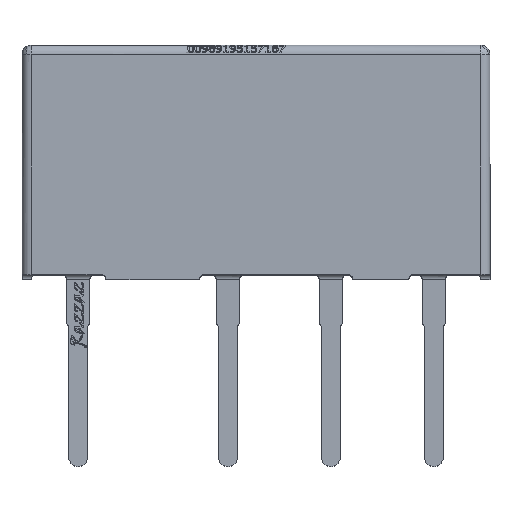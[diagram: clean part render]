
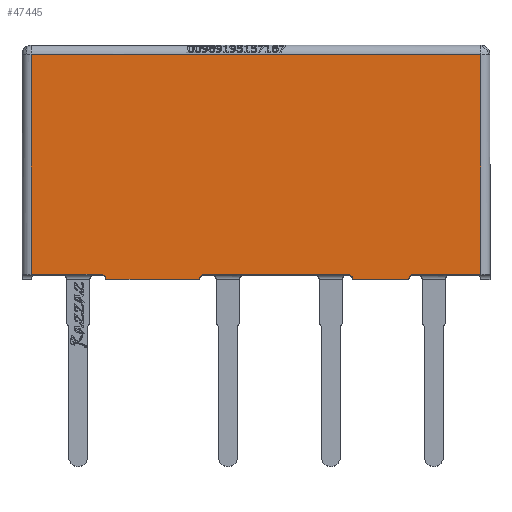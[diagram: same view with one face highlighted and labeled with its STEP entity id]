
A CAD part, top view. The second image highlights one B-rep face of the part: STEP entity #47445.
In plain terms, the highlighted planar face has unit normal (0, 0, 1).
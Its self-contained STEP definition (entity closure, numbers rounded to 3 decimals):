
#63 = VECTOR ( 'NONE', #46704, 1000. ) ;
#76 = CIRCLE ( 'NONE', #34406, 0.1 ) ;
#135 = VECTOR ( 'NONE', #1254, 1000. ) ;
#1040 = DIRECTION ( 'NONE',  ( 0., -1., 0. ) ) ;
#1082 = EDGE_CURVE ( 'NONE', #17910, #54780, #51437, .T. ) ;
#1254 = DIRECTION ( 'NONE',  ( 1., 0., 0. ) ) ;
#1289 = VECTOR ( 'NONE', #12175, 1000. ) ;
#1410 = AXIS2_PLACEMENT_3D ( 'NONE', #22534, #57889, #58279 ) ;
#1861 = EDGE_LOOP ( 'NONE', ( #31724, #35701, #47969, #34099, #75532, #18623, #76089, #23967, #61376, #44639, #37220, #42571 ) ) ;
#2000 = VERTEX_POINT ( 'NONE', #29228 ) ;
#2162 = EDGE_CURVE ( 'NONE', #78503, #17910, #35268, .T. ) ;
#7642 = VERTEX_POINT ( 'NONE', #50516 ) ;
#8799 = EDGE_CURVE ( 'NONE', #64182, #75038, #22111, .T. ) ;
#10581 = CARTESIAN_POINT ( 'NONE',  ( 3.265, 0., 3.25 ) ) ;
#11412 = DIRECTION ( 'NONE',  ( -1., 0., 0. ) ) ;
#12175 = DIRECTION ( 'NONE',  ( 1., 0., 0. ) ) ;
#13346 = LINE ( 'NONE', #48364, #1289 ) ;
#15065 = VECTOR ( 'NONE', #60823, 1000. ) ;
#15601 = LINE ( 'NONE', #27534, #63666 ) ;
#16190 = DIRECTION ( 'NONE',  ( 1., 0., 0. ) ) ;
#16494 = DIRECTION ( 'NONE',  ( 0., 1., 0. ) ) ;
#16894 = AXIS2_PLACEMENT_3D ( 'NONE', #29683, #37225, #60237 ) ;
#17910 = VERTEX_POINT ( 'NONE', #55851 ) ;
#18623 = ORIENTED_EDGE ( 'NONE', *, *, #74655, .T. ) ;
#19331 = AXIS2_PLACEMENT_3D ( 'NONE', #76096, #34733, #70883 ) ;
#19565 = CARTESIAN_POINT ( 'NONE',  ( 1.965, 0.1, 3.25 ) ) ;
#20349 = CARTESIAN_POINT ( 'NONE',  ( 1.965, 0., 3.25 ) ) ;
#21720 = CARTESIAN_POINT ( 'NONE',  ( 0., 0.1, 3.25 ) ) ;
#22111 = LINE ( 'NONE', #21720, #63 ) ;
#22534 = CARTESIAN_POINT ( 'NONE',  ( -5., 0., 3.25 ) ) ;
#23747 = CARTESIAN_POINT ( 'NONE',  ( -4.8, 0., 3.25 ) ) ;
#23897 = LINE ( 'NONE', #42597, #15065 ) ;
#23967 = ORIENTED_EDGE ( 'NONE', *, *, #66385, .T. ) ;
#27366 = AXIS2_PLACEMENT_3D ( 'NONE', #41639, #59903, #11412 ) ;
#27534 = CARTESIAN_POINT ( 'NONE',  ( -5., 4.8, 3.25 ) ) ;
#28018 = VERTEX_POINT ( 'NONE', #77215 ) ;
#29228 = CARTESIAN_POINT ( 'NONE',  ( -4.8, 4.8, 3.25 ) ) ;
#29644 = CARTESIAN_POINT ( 'NONE',  ( -3.208, 0., 3.25 ) ) ;
#29683 = CARTESIAN_POINT ( 'NONE',  ( 3.365, 0., 3.25 ) ) ;
#29955 = EDGE_CURVE ( 'NONE', #54780, #45268, #13346, .T. ) ;
#30171 = EDGE_CURVE ( 'NONE', #28018, #66611, #41135, .T. ) ;
#30515 = LINE ( 'NONE', #23747, #61202 ) ;
#31668 = EDGE_CURVE ( 'NONE', #66611, #2000, #15601, .T. ) ;
#31724 = ORIENTED_EDGE ( 'NONE', *, *, #31668, .T. ) ;
#33082 = DIRECTION ( 'NONE',  ( 0., 0., -1. ) ) ;
#33121 = CARTESIAN_POINT ( 'NONE',  ( 3.365, 0.1, 3.25 ) ) ;
#34099 = ORIENTED_EDGE ( 'NONE', *, *, #1082, .T. ) ;
#34406 = AXIS2_PLACEMENT_3D ( 'NONE', #20349, #33082, #75618 ) ;
#34733 = DIRECTION ( 'NONE',  ( 0., 0., -1. ) ) ;
#35268 = LINE ( 'NONE', #41233, #69313 ) ;
#35701 = ORIENTED_EDGE ( 'NONE', *, *, #68754, .T. ) ;
#37220 = ORIENTED_EDGE ( 'NONE', *, *, #49217, .T. ) ;
#37225 = DIRECTION ( 'NONE',  ( 0., 0., -1. ) ) ;
#38259 = LINE ( 'NONE', #55680, #135 ) ;
#40610 = DIRECTION ( 'NONE',  ( -1., 0., 0. ) ) ;
#41135 = LINE ( 'NONE', #58619, #62221 ) ;
#41233 = CARTESIAN_POINT ( 'NONE',  ( 0., 0.1, 3.25 ) ) ;
#41639 = CARTESIAN_POINT ( 'NONE',  ( -3.308, 0., 3.25 ) ) ;
#42571 = ORIENTED_EDGE ( 'NONE', *, *, #30171, .T. ) ;
#42597 = CARTESIAN_POINT ( 'NONE',  ( 0., 0.1, 3.25 ) ) ;
#44639 = ORIENTED_EDGE ( 'NONE', *, *, #73398, .T. ) ;
#45082 = CARTESIAN_POINT ( 'NONE',  ( -4.8, 0.1, 3.25 ) ) ;
#45268 = VERTEX_POINT ( 'NONE', #60069 ) ;
#46704 = DIRECTION ( 'NONE',  ( 1., 0., 0. ) ) ;
#47445 = ADVANCED_FACE ( 'NONE', ( #52742 ), #76649, .T. ) ;
#47969 = ORIENTED_EDGE ( 'NONE', *, *, #2162, .T. ) ;
#48364 = CARTESIAN_POINT ( 'NONE',  ( -5., 0., 3.25 ) ) ;
#49217 = EDGE_CURVE ( 'NONE', #73974, #28018, #23897, .T. ) ;
#50516 = CARTESIAN_POINT ( 'NONE',  ( 2.065, 0., 3.25 ) ) ;
#51170 = CIRCLE ( 'NONE', #16894, 0.1 ) ;
#51437 = CIRCLE ( 'NONE', #27366, 0.1 ) ;
#52742 = FACE_OUTER_BOUND ( 'NONE', #1861, .T. ) ;
#53574 = CIRCLE ( 'NONE', #19331, 0.1 ) ;
#54780 = VERTEX_POINT ( 'NONE', #29644 ) ;
#55680 = CARTESIAN_POINT ( 'NONE',  ( -5., 0., 3.25 ) ) ;
#55851 = CARTESIAN_POINT ( 'NONE',  ( -3.308, 0.1, 3.25 ) ) ;
#57889 = DIRECTION ( 'NONE',  ( 0., 0., 1. ) ) ;
#58279 = DIRECTION ( 'NONE',  ( 1., 0., 0. ) ) ;
#58619 = CARTESIAN_POINT ( 'NONE',  ( 4.8, 0., 3.25 ) ) ;
#59903 = DIRECTION ( 'NONE',  ( 0., 0., -1. ) ) ;
#60069 = CARTESIAN_POINT ( 'NONE',  ( -1.208, 0., 3.25 ) ) ;
#60237 = DIRECTION ( 'NONE',  ( 1., 0., 0. ) ) ;
#60823 = DIRECTION ( 'NONE',  ( 1., 0., 0. ) ) ;
#61202 = VECTOR ( 'NONE', #1040, 1000. ) ;
#61376 = ORIENTED_EDGE ( 'NONE', *, *, #66361, .T. ) ;
#62221 = VECTOR ( 'NONE', #16494, 1000. ) ;
#63666 = VECTOR ( 'NONE', #40610, 1000. ) ;
#64182 = VERTEX_POINT ( 'NONE', #66259 ) ;
#66259 = CARTESIAN_POINT ( 'NONE',  ( -1.108, 0.1, 3.25 ) ) ;
#66361 = EDGE_CURVE ( 'NONE', #7642, #72458, #38259, .T. ) ;
#66385 = EDGE_CURVE ( 'NONE', #75038, #7642, #76, .T. ) ;
#66611 = VERTEX_POINT ( 'NONE', #76805 ) ;
#68754 = EDGE_CURVE ( 'NONE', #2000, #78503, #30515, .T. ) ;
#69313 = VECTOR ( 'NONE', #16190, 1000. ) ;
#70883 = DIRECTION ( 'NONE',  ( 1., 0., 0. ) ) ;
#72458 = VERTEX_POINT ( 'NONE', #10581 ) ;
#73398 = EDGE_CURVE ( 'NONE', #72458, #73974, #51170, .T. ) ;
#73974 = VERTEX_POINT ( 'NONE', #33121 ) ;
#74655 = EDGE_CURVE ( 'NONE', #45268, #64182, #53574, .T. ) ;
#75038 = VERTEX_POINT ( 'NONE', #19565 ) ;
#75532 = ORIENTED_EDGE ( 'NONE', *, *, #29955, .T. ) ;
#75618 = DIRECTION ( 'NONE',  ( -1., 0., 0. ) ) ;
#76089 = ORIENTED_EDGE ( 'NONE', *, *, #8799, .T. ) ;
#76096 = CARTESIAN_POINT ( 'NONE',  ( -1.108, 0., 3.25 ) ) ;
#76649 = PLANE ( 'NONE',  #1410 ) ;
#76805 = CARTESIAN_POINT ( 'NONE',  ( 4.8, 4.8, 3.25 ) ) ;
#77215 = CARTESIAN_POINT ( 'NONE',  ( 4.8, 0.1, 3.25 ) ) ;
#78503 = VERTEX_POINT ( 'NONE', #45082 ) ;
